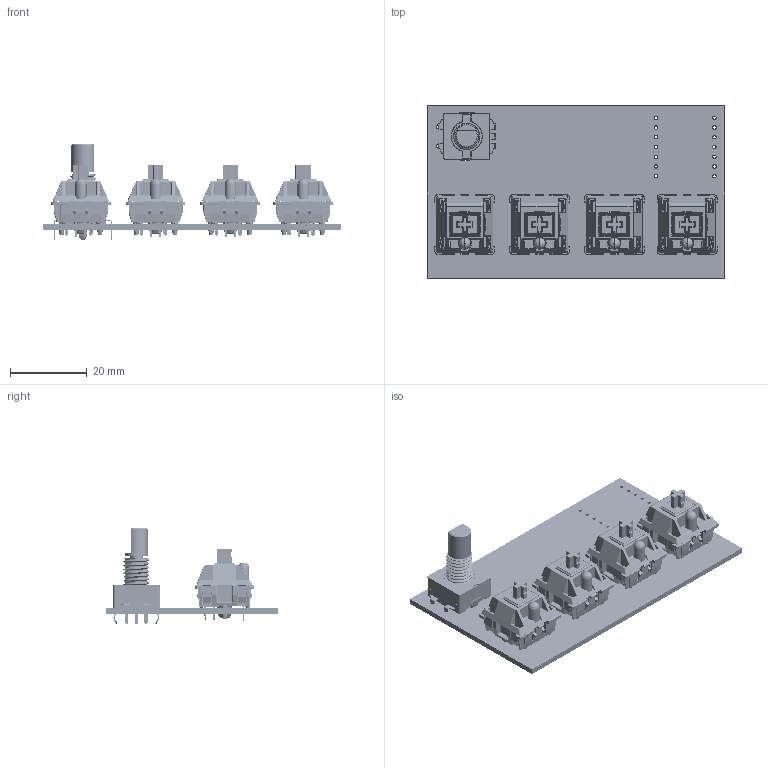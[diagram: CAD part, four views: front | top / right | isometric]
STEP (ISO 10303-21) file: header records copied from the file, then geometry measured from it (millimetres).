
FILE_DESCRIPTION(('KiCad electronic assembly'),'2;1');
FILE_NAME('Kicadproject1.step','2025-06-29T15:03:36',('Pcbnew'),('Kicad' ),'Open CASCADE STEP processor 7.8','KiCad to STEP converter', 'Unknown');
FILE_SCHEMA(('AUTOMOTIVE_DESIGN { 1 0 10303 214 1 1 1 1 }'));
Length unit declared in the file: millimetre
Products named in the file (9): Kicadproject1 1; MX; MX Öá °´¼ü¡ä_¨¹___¡§1; MX ס סͥ¨¢¨¬_¡§¡顧__; MXס ϞñLEDLEDLED; MXÖá ÖáÌå µ×²¿ ¦Ì¡Á2__Ä¬ÈÏ_¨¢2____¨¨_; ֫½ğ__Ĭɏ__¨¨_; æè½¬ç¼ç å¨; Kicadproject1_PCB
Assembly tree (11 placements, depth 3):
  Kicadproject1 1
    MX  x4
      MX Öá °´¼ü¡ä_¨¹___¡§1
      MX ס סͥ¨¢¨¬_¡§¡顧__
      MXס ϞñLEDLEDLED
      MXÖá ÖáÌå µ×²¿ ¦Ì¡Á2__Ä¬ÈÏ_¨¢2____¨¨_
      ֫½ğ__Ĭɏ__¨¨_
    æè½¬ç¼ç å¨
    Kicadproject1_PCB
Bounding box: 77.5 x 45 x 25.1 mm (x, y, z)
Volume: 10935.6 mm3; surface area: 19895.9 mm2
Topology: 47 solids, 47 shells, 6633 faces, 16053 edges, 9099 vertices
Faces by surface type: cylinder 2842, plane 2060, torus 836, sphere 452, bspline 248, revolution 152, cone 43
Full cylindrical faces by diameter (mm): 0.889 x14, 1 x5, 1.5 x8, 1.7 x8, 4 x4
Entity records: 61129 total; most frequent: CARTESIAN_POINT 13943, DIRECTION 9686, ORIENTED_EDGE 9376, EDGE_CURVE 4688, AXIS2_PLACEMENT_3D 3477, VERTEX_POINT 2787, LINE 2694, VECTOR 2694
